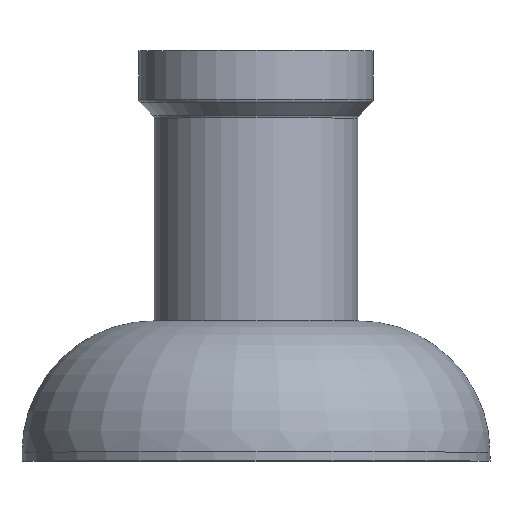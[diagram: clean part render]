
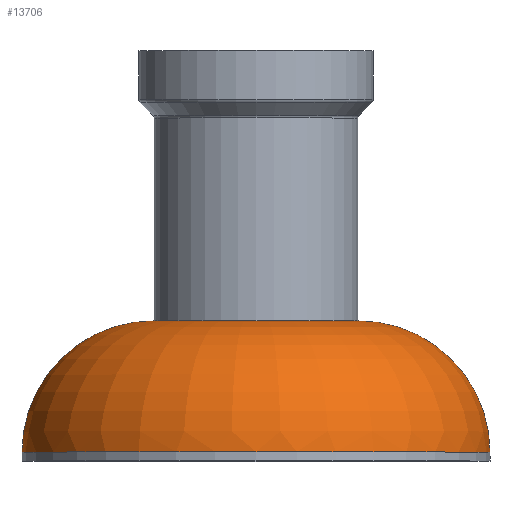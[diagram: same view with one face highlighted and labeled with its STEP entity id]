
A CAD part, top view. The second image highlights one B-rep face of the part: STEP entity #13706.
In plain terms, the highlighted toroidal (fillet/blend) face has major radius 6.35 mm and minor radius 8.128 mm.
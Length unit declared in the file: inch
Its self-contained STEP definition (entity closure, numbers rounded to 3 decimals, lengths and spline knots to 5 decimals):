
#245 = VERTEX_POINT ( 'NONE', #11081 ) ;
#364 = CARTESIAN_POINT ( 'NONE',  ( 0., -0.59901, 0. ) ) ;
#1774 = EDGE_CURVE ( 'NONE', #4256, #245, #4534, .T. ) ;
#3369 = AXIS2_PLACEMENT_3D ( 'NONE', #364, #8396, #10689 ) ;
#3455 = CARTESIAN_POINT ( 'NONE',  ( -0.24803, -0.27902, 0. ) ) ;
#4198 = DIRECTION ( 'NONE',  ( 0., 1., 0. ) ) ;
#4256 = VERTEX_POINT ( 'NONE', #12548 ) ;
#4534 = CIRCLE ( 'NONE', #13910, 0.57 ) ;
#4690 = ORIENTED_EDGE ( 'NONE', *, *, #8567, .F. ) ;
#5481 = CIRCLE ( 'NONE', #12564, 0.24803 ) ;
#5664 = EDGE_CURVE ( 'NONE', #13845, #10379, #5481, .T. ) ;
#5883 = DIRECTION ( 'NONE',  ( 0., 0., 1. ) ) ;
#5901 = DIRECTION ( 'NONE',  ( -1., 0., 0. ) ) ;
#6428 = CARTESIAN_POINT ( 'NONE',  ( -0.25, -0.59901, 0. ) ) ;
#6747 = TOROIDAL_SURFACE ( 'NONE', #3369, 0.25, 0.32 ) ;
#7133 = DIRECTION ( 'NONE',  ( 1., 0., 0. ) ) ;
#7350 = AXIS2_PLACEMENT_3D ( 'NONE', #8238, #5883, #7133 ) ;
#7445 = CARTESIAN_POINT ( 'NONE',  ( 0.24803, -0.27902, 0. ) ) ;
#7510 = AXIS2_PLACEMENT_3D ( 'NONE', #6428, #14733, #7614 ) ;
#7614 = DIRECTION ( 'NONE',  ( -1., 0., 0. ) ) ;
#8238 = CARTESIAN_POINT ( 'NONE',  ( 0.25, -0.59901, 0. ) ) ;
#8396 = DIRECTION ( 'NONE',  ( 0., 1., 0. ) ) ;
#8567 = EDGE_CURVE ( 'NONE', #4256, #13845, #11738, .T. ) ;
#9393 = DIRECTION ( 'NONE',  ( 0., 1., 0. ) ) ;
#9808 = FACE_OUTER_BOUND ( 'NONE', #11802, .T. ) ;
#10379 = VERTEX_POINT ( 'NONE', #7445 ) ;
#10482 = ORIENTED_EDGE ( 'NONE', *, *, #12229, .T. ) ;
#10689 = DIRECTION ( 'NONE',  ( -1., 0., 0. ) ) ;
#10725 = ORIENTED_EDGE ( 'NONE', *, *, #1774, .T. ) ;
#10980 = CARTESIAN_POINT ( 'NONE',  ( 0., -0.59901, 0. ) ) ;
#11081 = CARTESIAN_POINT ( 'NONE',  ( 0.57, -0.59901, 0. ) ) ;
#11738 = CIRCLE ( 'NONE', #7510, 0.32 ) ;
#11802 = EDGE_LOOP ( 'NONE', ( #10725, #10482, #12157, #4690 ) ) ;
#11877 = CARTESIAN_POINT ( 'NONE',  ( 0., -0.27902, 0. ) ) ;
#12157 = ORIENTED_EDGE ( 'NONE', *, *, #5664, .F. ) ;
#12229 = EDGE_CURVE ( 'NONE', #245, #10379, #13415, .T. ) ;
#12548 = CARTESIAN_POINT ( 'NONE',  ( -0.57, -0.59901, 0. ) ) ;
#12564 = AXIS2_PLACEMENT_3D ( 'NONE', #11877, #9393, #5901 ) ;
#13353 = DIRECTION ( 'NONE',  ( -1., 0., 0. ) ) ;
#13415 = CIRCLE ( 'NONE', #7350, 0.32 ) ;
#13706 = ADVANCED_FACE ( 'NONE', ( #9808 ), #6747, .T. ) ;
#13845 = VERTEX_POINT ( 'NONE', #3455 ) ;
#13910 = AXIS2_PLACEMENT_3D ( 'NONE', #10980, #4198, #13353 ) ;
#14733 = DIRECTION ( 'NONE',  ( 0., 0., -1. ) ) ;
